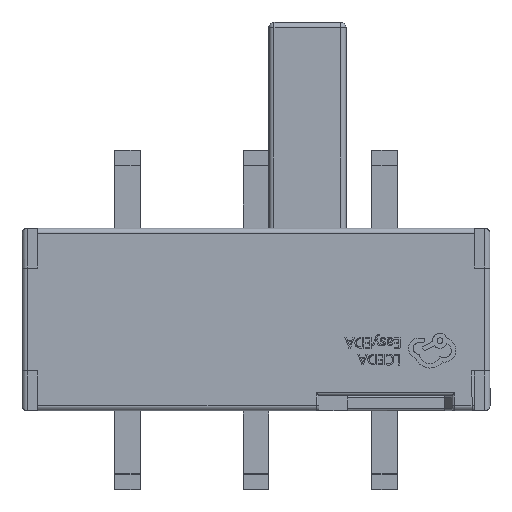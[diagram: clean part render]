
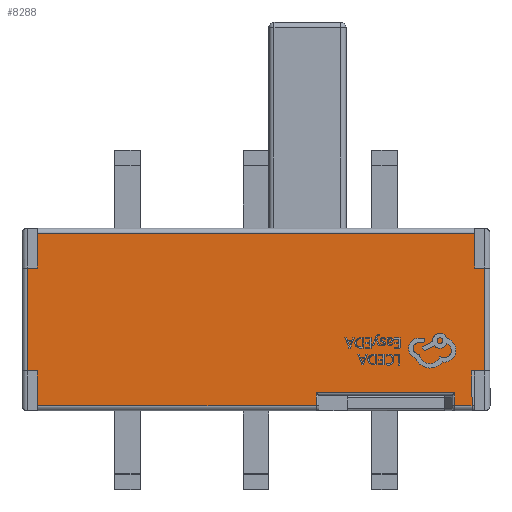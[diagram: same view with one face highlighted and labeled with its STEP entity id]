
A CAD part, top view. The second image highlights one B-rep face of the part: STEP entity #8288.
In plain terms, the highlighted planar face has unit normal (0, 0, 1).
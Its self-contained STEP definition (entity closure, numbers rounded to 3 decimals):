
#43 = VERTEX_POINT ( 'NONE', #15413 ) ;
#279 = EDGE_CURVE ( 'NONE', #13364, #5217, #14526, .T. ) ;
#355 = CARTESIAN_POINT ( 'NONE',  ( 4.2, 0., 2.6 ) ) ;
#705 = VERTEX_POINT ( 'NONE', #11224 ) ;
#989 = VECTOR ( 'NONE', #12246, 1000. ) ;
#1400 = LINE ( 'NONE', #6892, #989 ) ;
#1546 = VERTEX_POINT ( 'NONE', #3601 ) ;
#1610 = ORIENTED_EDGE ( 'NONE', *, *, #16243, .T. ) ;
#2175 = VERTEX_POINT ( 'NONE', #5784 ) ;
#2229 = ORIENTED_EDGE ( 'NONE', *, *, #6543, .T. ) ;
#2458 = CARTESIAN_POINT ( 'NONE',  ( 0., 1., 2.6 ) ) ;
#2539 = CARTESIAN_POINT ( 'NONE',  ( -4.25, 0., 2.6 ) ) ;
#2632 = VERTEX_POINT ( 'NONE', #14005 ) ;
#2807 = CARTESIAN_POINT ( 'NONE',  ( -4.25, -1.675, 2.6 ) ) ;
#2951 = DIRECTION ( 'NONE',  ( -1., 0., 0. ) ) ;
#3447 = LINE ( 'NONE', #14626, #21532 ) ;
#3601 = CARTESIAN_POINT ( 'NONE',  ( 1.174, -1.675, 2.6 ) ) ;
#4057 = ORIENTED_EDGE ( 'NONE', *, *, #10014, .T. ) ;
#4101 = VERTEX_POINT ( 'NONE', #5321 ) ;
#4677 = ORIENTED_EDGE ( 'NONE', *, *, #9381, .T. ) ;
#4823 = CARTESIAN_POINT ( 'NONE',  ( 4.25, 1.675, 2.6 ) ) ;
#5171 = CARTESIAN_POINT ( 'NONE',  ( 0., -1., 2.6 ) ) ;
#5217 = VERTEX_POINT ( 'NONE', #2807 ) ;
#5245 = DIRECTION ( 'NONE',  ( 1., 0., 0. ) ) ;
#5321 = CARTESIAN_POINT ( 'NONE',  ( -4.25, 1., 2.6 ) ) ;
#5491 = CARTESIAN_POINT ( 'NONE',  ( -4.25, -1., 2.6 ) ) ;
#5633 = VECTOR ( 'NONE', #23845, 1000. ) ;
#5784 = CARTESIAN_POINT ( 'NONE',  ( -4.45, 1., 2.6 ) ) ;
#6138 = VERTEX_POINT ( 'NONE', #4823 ) ;
#6543 = EDGE_CURVE ( 'NONE', #14624, #705, #10398, .T. ) ;
#6754 = CARTESIAN_POINT ( 'NONE',  ( -4.45, 0., 2.6 ) ) ;
#6820 = LINE ( 'NONE', #22400, #8058 ) ;
#6892 = CARTESIAN_POINT ( 'NONE',  ( 0., -1.675, 2.6 ) ) ;
#7102 = CARTESIAN_POINT ( 'NONE',  ( 3.812, -1.425, 2.6 ) ) ;
#7109 = VERTEX_POINT ( 'NONE', #16319 ) ;
#7206 = ORIENTED_EDGE ( 'NONE', *, *, #17613, .T. ) ;
#7488 = ORIENTED_EDGE ( 'NONE', *, *, #16555, .T. ) ;
#7547 = ORIENTED_EDGE ( 'NONE', *, *, #8589, .T. ) ;
#7895 = ORIENTED_EDGE ( 'NONE', *, *, #12307, .F. ) ;
#8049 = ORIENTED_EDGE ( 'NONE', *, *, #16198, .F. ) ;
#8058 = VECTOR ( 'NONE', #18078, 1000. ) ;
#8288 = ADVANCED_FACE ( 'NONE', ( #18155 ), #23559, .T. ) ;
#8532 = DIRECTION ( 'NONE',  ( 0., 1., 0. ) ) ;
#8589 = EDGE_CURVE ( 'NONE', #11482, #4101, #21153, .T. ) ;
#8595 = VECTOR ( 'NONE', #21528, 1000. ) ;
#8758 = CARTESIAN_POINT ( 'NONE',  ( 3.862, -1.675, 2.6 ) ) ;
#8843 = DIRECTION ( 'NONE',  ( 0., -1., 0. ) ) ;
#8948 = ORIENTED_EDGE ( 'NONE', *, *, #22447, .T. ) ;
#9038 = EDGE_LOOP ( 'NONE', ( #4057, #23599, #2229, #21204, #8049, #4677, #8948, #7547, #7895, #1610, #7488, #11789, #18847, #7206, #9217, #9226 ) ) ;
#9162 = DIRECTION ( 'NONE',  ( 1., 0., 0. ) ) ;
#9217 = ORIENTED_EDGE ( 'NONE', *, *, #10654, .T. ) ;
#9226 = ORIENTED_EDGE ( 'NONE', *, *, #18480, .T. ) ;
#9381 = EDGE_CURVE ( 'NONE', #7109, #6138, #18894, .T. ) ;
#9586 = AXIS2_PLACEMENT_3D ( 'NONE', #14690, #14932, #5245 ) ;
#9914 = VERTEX_POINT ( 'NONE', #22690 ) ;
#10014 = EDGE_CURVE ( 'NONE', #21791, #43, #19584, .T. ) ;
#10156 = CARTESIAN_POINT ( 'NONE',  ( 4.45, 0., 2.6 ) ) ;
#10295 = EDGE_CURVE ( 'NONE', #705, #12308, #17549, .T. ) ;
#10398 = LINE ( 'NONE', #24181, #21995 ) ;
#10654 = EDGE_CURVE ( 'NONE', #9914, #15008, #24132, .T. ) ;
#10812 = CARTESIAN_POINT ( 'NONE',  ( -4.25, 1.675, 2.6 ) ) ;
#10976 = VECTOR ( 'NONE', #22225, 1000. ) ;
#11224 = CARTESIAN_POINT ( 'NONE',  ( 4.45, -1., 2.6 ) ) ;
#11482 = VERTEX_POINT ( 'NONE', #10812 ) ;
#11750 = CARTESIAN_POINT ( 'NONE',  ( 4.45, 1., 2.6 ) ) ;
#11789 = ORIENTED_EDGE ( 'NONE', *, *, #279, .T. ) ;
#12246 = DIRECTION ( 'NONE',  ( 1., 0., 0. ) ) ;
#12307 = EDGE_CURVE ( 'NONE', #2175, #4101, #23015, .T. ) ;
#12308 = VERTEX_POINT ( 'NONE', #11750 ) ;
#12480 = CARTESIAN_POINT ( 'NONE',  ( 4.2, -1., 2.6 ) ) ;
#12985 = VECTOR ( 'NONE', #15588, 1000. ) ;
#13222 = EDGE_CURVE ( 'NONE', #5217, #1546, #1400, .T. ) ;
#13364 = VERTEX_POINT ( 'NONE', #5491 ) ;
#13572 = CARTESIAN_POINT ( 'NONE',  ( 0., 1., 2.6 ) ) ;
#13680 = EDGE_CURVE ( 'NONE', #43, #14624, #17464, .T. ) ;
#13825 = DIRECTION ( 'NONE',  ( 0., -1., 0. ) ) ;
#13939 = VECTOR ( 'NONE', #13825, 1000. ) ;
#14005 = CARTESIAN_POINT ( 'NONE',  ( -4.45, -1., 2.6 ) ) ;
#14526 = LINE ( 'NONE', #22108, #19968 ) ;
#14624 = VERTEX_POINT ( 'NONE', #12480 ) ;
#14626 = CARTESIAN_POINT ( 'NONE',  ( 3.862, -1.675, 2.6 ) ) ;
#14690 = CARTESIAN_POINT ( 'NONE',  ( 0., 0., 2.6 ) ) ;
#14932 = DIRECTION ( 'NONE',  ( 0., 0., 1. ) ) ;
#15008 = VERTEX_POINT ( 'NONE', #22697 ) ;
#15348 = VECTOR ( 'NONE', #15629, 1000. ) ;
#15373 = CARTESIAN_POINT ( 'NONE',  ( 0., -1.675, 2.6 ) ) ;
#15381 = DIRECTION ( 'NONE',  ( 0., 1., 0. ) ) ;
#15413 = CARTESIAN_POINT ( 'NONE',  ( 4.2, -1.675, 2.6 ) ) ;
#15521 = VECTOR ( 'NONE', #17560, 1000. ) ;
#15588 = DIRECTION ( 'NONE',  ( 0., 1., 0. ) ) ;
#15629 = DIRECTION ( 'NONE',  ( 1., 0., 0. ) ) ;
#16161 = LINE ( 'NONE', #6754, #13939 ) ;
#16198 = EDGE_CURVE ( 'NONE', #7109, #12308, #19423, .T. ) ;
#16243 = EDGE_CURVE ( 'NONE', #2175, #2632, #16161, .T. ) ;
#16319 = CARTESIAN_POINT ( 'NONE',  ( 4.25, 1., 2.6 ) ) ;
#16448 = CARTESIAN_POINT ( 'NONE',  ( 0., 1.675, 2.6 ) ) ;
#16555 = EDGE_CURVE ( 'NONE', #2632, #13364, #18306, .T. ) ;
#17464 = LINE ( 'NONE', #355, #22691 ) ;
#17549 = LINE ( 'NONE', #10156, #12985 ) ;
#17560 = DIRECTION ( 'NONE',  ( 1., 0., 0. ) ) ;
#17613 = EDGE_CURVE ( 'NONE', #1546, #9914, #6820, .T. ) ;
#18078 = DIRECTION ( 'NONE',  ( 0., 1., 0. ) ) ;
#18155 = FACE_OUTER_BOUND ( 'NONE', #9038, .T. ) ;
#18306 = LINE ( 'NONE', #5171, #5633 ) ;
#18480 = EDGE_CURVE ( 'NONE', #15008, #21791, #3447, .T. ) ;
#18847 = ORIENTED_EDGE ( 'NONE', *, *, #13222, .T. ) ;
#18894 = LINE ( 'NONE', #23674, #21002 ) ;
#18916 = VECTOR ( 'NONE', #2951, 1000. ) ;
#19423 = LINE ( 'NONE', #2458, #15521 ) ;
#19584 = LINE ( 'NONE', #15373, #15348 ) ;
#19924 = LINE ( 'NONE', #16448, #18916 ) ;
#19968 = VECTOR ( 'NONE', #20197, 1000. ) ;
#20197 = DIRECTION ( 'NONE',  ( 0., -1., 0. ) ) ;
#20664 = VECTOR ( 'NONE', #23405, 1000. ) ;
#21002 = VECTOR ( 'NONE', #8532, 1000. ) ;
#21153 = LINE ( 'NONE', #2539, #20664 ) ;
#21204 = ORIENTED_EDGE ( 'NONE', *, *, #10295, .T. ) ;
#21528 = DIRECTION ( 'NONE',  ( 1., 0., 0. ) ) ;
#21532 = VECTOR ( 'NONE', #8843, 1000. ) ;
#21791 = VERTEX_POINT ( 'NONE', #8758 ) ;
#21995 = VECTOR ( 'NONE', #9162, 1000. ) ;
#22108 = CARTESIAN_POINT ( 'NONE',  ( -4.25, 0., 2.6 ) ) ;
#22225 = DIRECTION ( 'NONE',  ( 1., 0., 0. ) ) ;
#22400 = CARTESIAN_POINT ( 'NONE',  ( 1.174, -1.475, 2.6 ) ) ;
#22447 = EDGE_CURVE ( 'NONE', #6138, #11482, #19924, .T. ) ;
#22690 = CARTESIAN_POINT ( 'NONE',  ( 1.174, -1.425, 2.6 ) ) ;
#22691 = VECTOR ( 'NONE', #15381, 1000. ) ;
#22697 = CARTESIAN_POINT ( 'NONE',  ( 3.862, -1.425, 2.6 ) ) ;
#23015 = LINE ( 'NONE', #13572, #8595 ) ;
#23405 = DIRECTION ( 'NONE',  ( 0., -1., 0. ) ) ;
#23559 = PLANE ( 'NONE',  #9586 ) ;
#23599 = ORIENTED_EDGE ( 'NONE', *, *, #13680, .T. ) ;
#23674 = CARTESIAN_POINT ( 'NONE',  ( 4.25, 0., 2.6 ) ) ;
#23845 = DIRECTION ( 'NONE',  ( 1., 0., 0. ) ) ;
#24132 = LINE ( 'NONE', #7102, #10976 ) ;
#24181 = CARTESIAN_POINT ( 'NONE',  ( 0., -1., 2.6 ) ) ;
